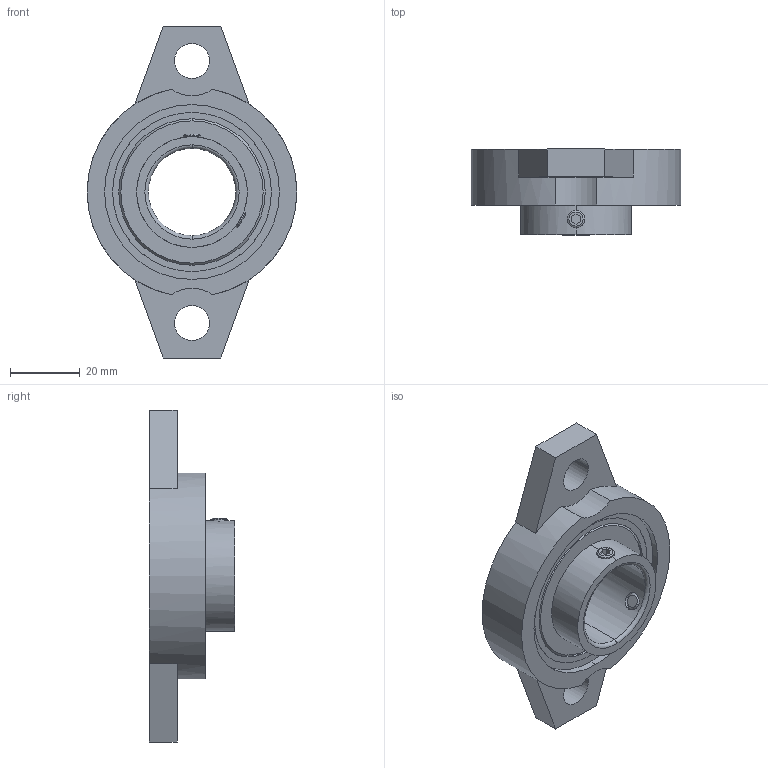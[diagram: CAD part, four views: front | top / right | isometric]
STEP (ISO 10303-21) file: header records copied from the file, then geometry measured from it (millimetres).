
FILE_DESCRIPTION(('starvars output'),'2;1');
FILE_NAME('cv20210913180445000014913.stp','18:04:46 2021/09/13',( 'Thomas Industrial Network Germany GmbH'),( 'Thomas Industrial Network Germany GmbH'),'unknown preprocess','ACIS' ,'unknown authorization');
FILE_SCHEMA(('AUTOMOTIVE_DESIGN_CC2 {UNKNOWN IMPLEMENTATION LEVEL}'));
Length unit declared in the file: millimetre
Products named in the file (2): PRODUCT_ID_1; PRODUCT_ID_2
Bounding box: 60 x 24.5 x 95 mm (x, y, z)
Volume: 37726.4 mm3; surface area: 23322.1 mm2
Topology: 2 solids, 2 shells, 228 faces, 775 edges, 505 vertices
Faces by surface type: torus 72, sphere 64, cylinder 42, plane 38, cone 12
Entity records: 12987 total; most frequent: CARTESIAN_POINT 5863, ORIENTED_EDGE 1448, EDGE_CURVE 724, DIRECTION 616, VERTEX_POINT 480, B_SPLINE_CURVE_WITH_KNOTS 340, EDGE_LOOP 276, FACE_BOUND 276
